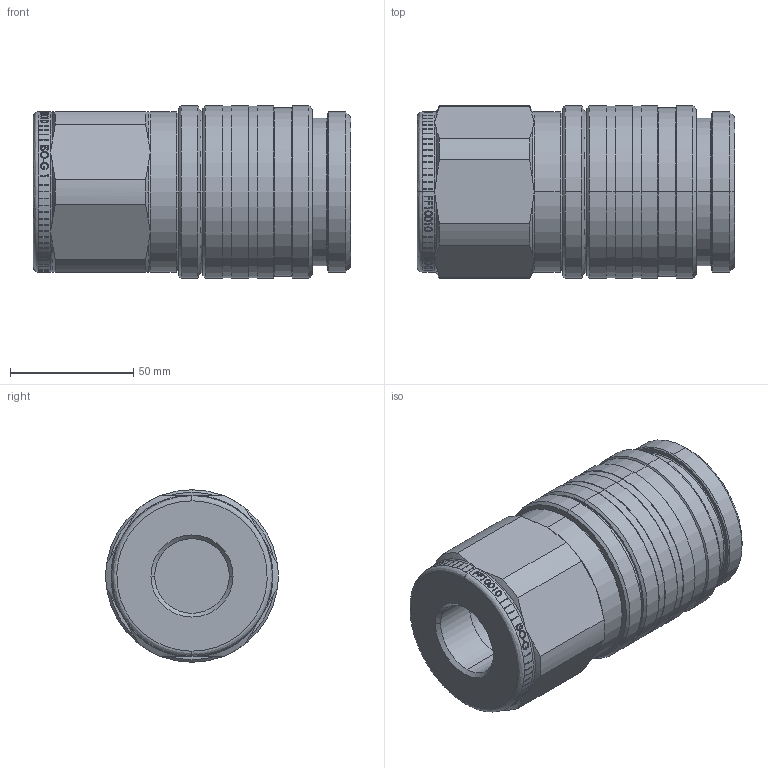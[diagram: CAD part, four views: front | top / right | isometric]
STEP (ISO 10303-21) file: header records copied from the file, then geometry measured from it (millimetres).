
FILE_DESCRIPTION (( 'STEP AP214' ), '1' );
FILE_NAME ('FF10010 CV.STEP', '2015-08-31T07:27:39', ( 'admin' ), ( 'Microsoft' ), 'SwSTEP 2.0', 'SolidWorks 2009', '' );
FILE_SCHEMA (( 'AUTOMOTIVE_DESIGN' ));
Products named in the file (1): FF10010 CV
Bounding box: 128.8 x 70 x 70 mm (x, y, z)
Volume: 434487.9 mm3; surface area: 41413 mm2
Topology: 1 solids, 1 shells, 662 faces, 1641 edges, 1080 vertices
Faces by surface type: plane 319, bspline 168, cylinder 132, cone 43
Entity records: 45930 total; most frequent: CARTESIAN_POINT 30874, ORIENTED_EDGE 3282, DIRECTION 2777, EDGE_CURVE 1641, VERTEX_POINT 1080, AXIS2_PLACEMENT_3D 987, LINE 803, VECTOR 803
